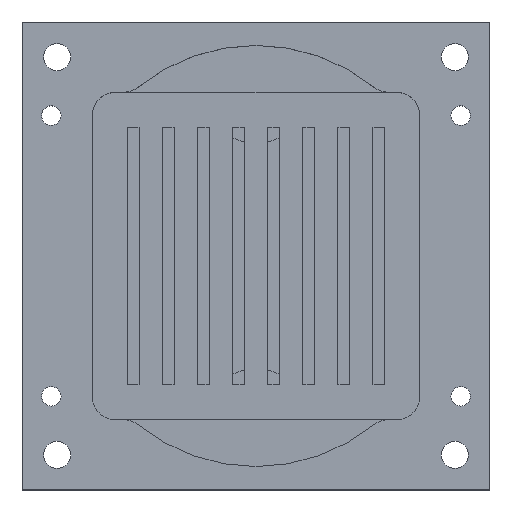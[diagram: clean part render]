
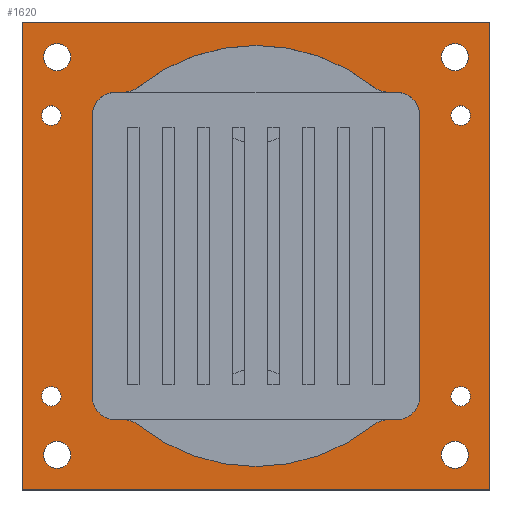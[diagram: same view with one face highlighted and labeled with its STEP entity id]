
A CAD part, top view. The second image highlights one B-rep face of the part: STEP entity #1620.
In plain terms, the highlighted planar face has unit normal (0, 0, 1).
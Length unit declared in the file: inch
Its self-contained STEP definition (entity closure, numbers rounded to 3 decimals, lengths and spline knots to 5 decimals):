
#31=FACE_BOUND('',#305,.T.);
#32=FACE_BOUND('',#306,.T.);
#33=FACE_BOUND('',#307,.T.);
#34=FACE_BOUND('',#308,.T.);
#35=FACE_BOUND('',#309,.T.);
#36=FACE_BOUND('',#310,.T.);
#37=FACE_BOUND('',#311,.T.);
#38=FACE_BOUND('',#312,.T.);
#39=FACE_BOUND('',#313,.T.);
#84=CIRCLE('',#1679,0.052);
#86=CIRCLE('',#1682,0.052);
#88=CIRCLE('',#1685,0.052);
#90=CIRCLE('',#1688,0.052);
#92=CIRCLE('',#1691,0.0725);
#94=CIRCLE('',#1694,0.0725);
#96=CIRCLE('',#1697,0.0725);
#98=CIRCLE('',#1700,0.0725);
#99=CIRCLE('',#1702,0.125);
#101=CIRCLE('',#1705,1.);
#103=CIRCLE('',#1708,0.125);
#105=CIRCLE('',#1712,0.125);
#107=CIRCLE('',#1715,1.);
#109=CIRCLE('',#1718,0.125);
#111=CIRCLE('',#1740,0.125);
#113=CIRCLE('',#1743,0.125);
#115=CIRCLE('',#1747,0.125);
#117=CIRCLE('',#1750,0.125);
#200=FACE_OUTER_BOUND('',#304,.T.);
#304=EDGE_LOOP('',(#1381,#1382,#1383,#1384));
#305=EDGE_LOOP('',(#1385));
#306=EDGE_LOOP('',(#1386));
#307=EDGE_LOOP('',(#1387));
#308=EDGE_LOOP('',(#1388));
#309=EDGE_LOOP('',(#1389));
#310=EDGE_LOOP('',(#1390));
#311=EDGE_LOOP('',(#1391));
#312=EDGE_LOOP('',(#1392));
#313=EDGE_LOOP('',(#1393,#1394,#1395,#1396,#1397,#1398,#1399,#1400,#1401,
#1402,#1403,#1404,#1405,#1406,#1407,#1408));
#435=LINE('',#2516,#603);
#439=LINE('',#2523,#607);
#440=LINE('',#2526,#608);
#444=LINE('',#2533,#612);
#471=LINE('',#2596,#639);
#475=LINE('',#2610,#643);
#477=LINE('',#2616,#645);
#478=LINE('',#2618,#646);
#479=LINE('',#2620,#647);
#480=LINE('',#2621,#648);
#603=VECTOR('',#2047,0.04289);
#607=VECTOR('',#2051,0.04289);
#608=VECTOR('',#2054,0.04289);
#612=VECTOR('',#2058,0.04289);
#639=VECTOR('',#2131,1.5);
#643=VECTOR('',#2149,1.5);
#645=VECTOR('',#2155,2.5);
#646=VECTOR('',#2156,2.5);
#647=VECTOR('',#2157,2.5);
#648=VECTOR('',#2158,2.5);
#746=VERTEX_POINT('',#2431);
#748=VERTEX_POINT('',#2436);
#750=VERTEX_POINT('',#2441);
#752=VERTEX_POINT('',#2446);
#754=VERTEX_POINT('',#2451);
#756=VERTEX_POINT('',#2456);
#758=VERTEX_POINT('',#2461);
#760=VERTEX_POINT('',#2466);
#761=VERTEX_POINT('',#2469);
#762=VERTEX_POINT('',#2470);
#765=VERTEX_POINT('',#2478);
#767=VERTEX_POINT('',#2484);
#769=VERTEX_POINT('',#2492);
#770=VERTEX_POINT('',#2493);
#773=VERTEX_POINT('',#2501);
#775=VERTEX_POINT('',#2507);
#777=VERTEX_POINT('',#2515);
#780=VERTEX_POINT('',#2521);
#781=VERTEX_POINT('',#2525);
#784=VERTEX_POINT('',#2531);
#793=VERTEX_POINT('',#2583);
#795=VERTEX_POINT('',#2589);
#797=VERTEX_POINT('',#2595);
#799=VERTEX_POINT('',#2604);
#801=VERTEX_POINT('',#2614);
#802=VERTEX_POINT('',#2615);
#803=VERTEX_POINT('',#2617);
#804=VERTEX_POINT('',#2619);
#922=EDGE_CURVE('',#746,#746,#84,.T.);
#924=EDGE_CURVE('',#748,#748,#86,.T.);
#926=EDGE_CURVE('',#750,#750,#88,.T.);
#928=EDGE_CURVE('',#752,#752,#90,.T.);
#930=EDGE_CURVE('',#754,#754,#92,.T.);
#932=EDGE_CURVE('',#756,#756,#94,.T.);
#934=EDGE_CURVE('',#758,#758,#96,.T.);
#936=EDGE_CURVE('',#760,#760,#98,.T.);
#937=EDGE_CURVE('',#761,#762,#99,.T.);
#941=EDGE_CURVE('',#765,#761,#101,.T.);
#944=EDGE_CURVE('',#767,#765,#103,.T.);
#948=EDGE_CURVE('',#769,#770,#105,.T.);
#952=EDGE_CURVE('',#773,#769,#107,.T.);
#955=EDGE_CURVE('',#775,#773,#109,.T.);
#959=EDGE_CURVE('',#777,#767,#435,.T.);
#963=EDGE_CURVE('',#762,#780,#439,.T.);
#964=EDGE_CURVE('',#781,#775,#440,.T.);
#968=EDGE_CURVE('',#770,#784,#444,.T.);
#993=EDGE_CURVE('',#784,#793,#111,.T.);
#996=EDGE_CURVE('',#795,#781,#113,.T.);
#999=EDGE_CURVE('',#797,#795,#471,.T.);
#1002=EDGE_CURVE('',#780,#797,#115,.T.);
#1004=EDGE_CURVE('',#799,#777,#117,.T.);
#1007=EDGE_CURVE('',#793,#799,#475,.T.);
#1009=EDGE_CURVE('',#801,#802,#477,.T.);
#1010=EDGE_CURVE('',#802,#803,#478,.T.);
#1011=EDGE_CURVE('',#803,#804,#479,.T.);
#1012=EDGE_CURVE('',#804,#801,#480,.T.);
#1381=ORIENTED_EDGE('',*,*,#1009,.T.);
#1382=ORIENTED_EDGE('',*,*,#1010,.T.);
#1383=ORIENTED_EDGE('',*,*,#1011,.T.);
#1384=ORIENTED_EDGE('',*,*,#1012,.T.);
#1385=ORIENTED_EDGE('',*,*,#922,.T.);
#1386=ORIENTED_EDGE('',*,*,#924,.T.);
#1387=ORIENTED_EDGE('',*,*,#926,.T.);
#1388=ORIENTED_EDGE('',*,*,#928,.T.);
#1389=ORIENTED_EDGE('',*,*,#930,.T.);
#1390=ORIENTED_EDGE('',*,*,#932,.T.);
#1391=ORIENTED_EDGE('',*,*,#934,.T.);
#1392=ORIENTED_EDGE('',*,*,#936,.T.);
#1393=ORIENTED_EDGE('',*,*,#937,.T.);
#1394=ORIENTED_EDGE('',*,*,#963,.T.);
#1395=ORIENTED_EDGE('',*,*,#1002,.T.);
#1396=ORIENTED_EDGE('',*,*,#999,.T.);
#1397=ORIENTED_EDGE('',*,*,#996,.T.);
#1398=ORIENTED_EDGE('',*,*,#964,.T.);
#1399=ORIENTED_EDGE('',*,*,#955,.T.);
#1400=ORIENTED_EDGE('',*,*,#952,.T.);
#1401=ORIENTED_EDGE('',*,*,#948,.T.);
#1402=ORIENTED_EDGE('',*,*,#968,.T.);
#1403=ORIENTED_EDGE('',*,*,#993,.T.);
#1404=ORIENTED_EDGE('',*,*,#1007,.T.);
#1405=ORIENTED_EDGE('',*,*,#1004,.T.);
#1406=ORIENTED_EDGE('',*,*,#959,.T.);
#1407=ORIENTED_EDGE('',*,*,#944,.T.);
#1408=ORIENTED_EDGE('',*,*,#941,.T.);
#1536=PLANE('',#1754);
#1620=ADVANCED_FACE('',(#200,#31,#32,#33,#34,#35,#36,#37,#38,#39),#1536,
 .T.);
#1679=AXIS2_PLACEMENT_3D('',#2432,#1951,#1952);
#1682=AXIS2_PLACEMENT_3D('',#2437,#1957,#1958);
#1685=AXIS2_PLACEMENT_3D('',#2442,#1963,#1964);
#1688=AXIS2_PLACEMENT_3D('',#2447,#1969,#1970);
#1691=AXIS2_PLACEMENT_3D('',#2452,#1975,#1976);
#1694=AXIS2_PLACEMENT_3D('',#2457,#1981,#1982);
#1697=AXIS2_PLACEMENT_3D('',#2462,#1987,#1988);
#1700=AXIS2_PLACEMENT_3D('',#2467,#1993,#1994);
#1702=AXIS2_PLACEMENT_3D('',#2471,#1997,#1998);
#1705=AXIS2_PLACEMENT_3D('',#2479,#2005,#2006);
#1708=AXIS2_PLACEMENT_3D('',#2485,#2012,#2013);
#1712=AXIS2_PLACEMENT_3D('',#2494,#2022,#2023);
#1715=AXIS2_PLACEMENT_3D('',#2502,#2030,#2031);
#1718=AXIS2_PLACEMENT_3D('',#2508,#2037,#2038);
#1740=AXIS2_PLACEMENT_3D('',#2584,#2117,#2118);
#1743=AXIS2_PLACEMENT_3D('',#2590,#2124,#2125);
#1747=AXIS2_PLACEMENT_3D('',#2601,#2136,#2137);
#1750=AXIS2_PLACEMENT_3D('',#2605,#2142,#2143);
#1754=AXIS2_PLACEMENT_3D('',#2613,#2153,#2154);
#1951=DIRECTION('center_axis',(0.,0.,-1.));
#1952=DIRECTION('ref_axis',(1.,0.,0.));
#1957=DIRECTION('center_axis',(0.,0.,-1.));
#1958=DIRECTION('ref_axis',(1.,0.,0.));
#1963=DIRECTION('center_axis',(0.,0.,-1.));
#1964=DIRECTION('ref_axis',(1.,0.,0.));
#1969=DIRECTION('center_axis',(0.,0.,-1.));
#1970=DIRECTION('ref_axis',(1.,0.,0.));
#1975=DIRECTION('center_axis',(0.,0.,-1.));
#1976=DIRECTION('ref_axis',(1.,0.,0.));
#1981=DIRECTION('center_axis',(0.,0.,-1.));
#1982=DIRECTION('ref_axis',(1.,0.,0.));
#1987=DIRECTION('center_axis',(0.,0.,-1.));
#1988=DIRECTION('ref_axis',(1.,0.,0.));
#1993=DIRECTION('center_axis',(0.,0.,-1.));
#1994=DIRECTION('ref_axis',(1.,0.,0.));
#1997=DIRECTION('center_axis',(0.,0.,1.));
#1998=DIRECTION('ref_axis',(0.629,0.778,0.));
#2005=DIRECTION('center_axis',(0.,0.,-1.));
#2006=DIRECTION('ref_axis',(0.629,0.778,0.));
#2012=DIRECTION('center_axis',(0.,0.,1.));
#2013=DIRECTION('ref_axis',(0.,1.,0.));
#2022=DIRECTION('center_axis',(0.,0.,1.));
#2023=DIRECTION('ref_axis',(-0.629,-0.778,0.));
#2030=DIRECTION('center_axis',(0.,0.,-1.));
#2031=DIRECTION('ref_axis',(-0.629,-0.778,0.));
#2037=DIRECTION('center_axis',(0.,0.,1.));
#2038=DIRECTION('ref_axis',(0.,-1.,0.));
#2047=DIRECTION('',(1.,0.,0.));
#2051=DIRECTION('',(1.,0.,0.));
#2054=DIRECTION('',(-1.,0.,0.));
#2058=DIRECTION('',(-1.,0.,0.));
#2117=DIRECTION('center_axis',(0.,0.,-1.));
#2118=DIRECTION('ref_axis',(-1.,0.,0.));
#2124=DIRECTION('center_axis',(0.,0.,-1.));
#2125=DIRECTION('ref_axis',(0.,-1.,0.));
#2131=DIRECTION('',(0.,-1.,0.));
#2136=DIRECTION('center_axis',(0.,0.,-1.));
#2137=DIRECTION('ref_axis',(1.,0.,0.));
#2142=DIRECTION('center_axis',(0.,0.,-1.));
#2143=DIRECTION('ref_axis',(0.,1.,0.));
#2149=DIRECTION('',(0.,1.,0.));
#2153=DIRECTION('center_axis',(0.,0.,1.));
#2154=DIRECTION('ref_axis',(1.,0.,0.));
#2155=DIRECTION('',(1.,0.,0.));
#2156=DIRECTION('',(0.,1.,0.));
#2157=DIRECTION('',(-1.,0.,0.));
#2158=DIRECTION('',(0.,-1.,0.));
#2431=CARTESIAN_POINT('',(2.39575,2.,0.25));
#2432=CARTESIAN_POINT('Origin',(2.34375,2.,0.25));
#2436=CARTESIAN_POINT('',(0.20825,2.,0.25));
#2437=CARTESIAN_POINT('Origin',(0.15625,2.,0.25));
#2441=CARTESIAN_POINT('',(0.20825,0.5,0.25));
#2442=CARTESIAN_POINT('Origin',(0.15625,0.5,0.25));
#2446=CARTESIAN_POINT('',(2.39575,0.5,0.25));
#2447=CARTESIAN_POINT('Origin',(2.34375,0.5,0.25));
#2451=CARTESIAN_POINT('',(2.385,2.3125,0.25));
#2452=CARTESIAN_POINT('Origin',(2.3125,2.3125,0.25));
#2456=CARTESIAN_POINT('',(0.26,0.1875,0.25));
#2457=CARTESIAN_POINT('Origin',(0.1875,0.1875,0.25));
#2461=CARTESIAN_POINT('',(0.26,2.3125,0.25));
#2462=CARTESIAN_POINT('Origin',(0.1875,2.3125,0.25));
#2466=CARTESIAN_POINT('',(2.385,0.1875,0.25));
#2467=CARTESIAN_POINT('Origin',(2.3125,0.1875,0.25));
#2469=CARTESIAN_POINT('',(1.87854,2.15278,0.25));
#2470=CARTESIAN_POINT('',(1.95711,2.125,0.25));
#2471=CARTESIAN_POINT('Origin',(1.95711,2.25,0.25));
#2478=CARTESIAN_POINT('',(0.62146,2.15278,0.25));
#2479=CARTESIAN_POINT('Origin',(1.25,1.375,0.25));
#2484=CARTESIAN_POINT('',(0.54289,2.125,0.25));
#2485=CARTESIAN_POINT('Origin',(0.54289,2.25,0.25));
#2492=CARTESIAN_POINT('',(0.62146,0.34722,0.25));
#2493=CARTESIAN_POINT('',(0.54289,0.375,0.25));
#2494=CARTESIAN_POINT('Origin',(0.54289,0.25,0.25));
#2501=CARTESIAN_POINT('',(1.87854,0.34722,0.25));
#2502=CARTESIAN_POINT('Origin',(1.25,1.125,0.25));
#2507=CARTESIAN_POINT('',(1.95711,0.375,0.25));
#2508=CARTESIAN_POINT('Origin',(1.95711,0.25,0.25));
#2515=CARTESIAN_POINT('',(0.5,2.125,0.25));
#2516=CARTESIAN_POINT('',(0.875,2.125,0.25));
#2521=CARTESIAN_POINT('',(2.,2.125,0.25));
#2523=CARTESIAN_POINT('',(0.875,2.125,0.25));
#2525=CARTESIAN_POINT('',(2.,0.375,0.25));
#2526=CARTESIAN_POINT('',(1.625,0.375,0.25));
#2531=CARTESIAN_POINT('',(0.5,0.375,0.25));
#2533=CARTESIAN_POINT('',(1.625,0.375,0.25));
#2583=CARTESIAN_POINT('',(0.375,0.5,0.25));
#2584=CARTESIAN_POINT('Origin',(0.5,0.5,0.25));
#2589=CARTESIAN_POINT('',(2.125,0.5,0.25));
#2590=CARTESIAN_POINT('Origin',(2.,0.5,0.25));
#2595=CARTESIAN_POINT('',(2.125,2.,0.25));
#2596=CARTESIAN_POINT('',(2.125,1.625,0.25));
#2601=CARTESIAN_POINT('Origin',(2.,2.,0.25));
#2604=CARTESIAN_POINT('',(0.375,2.,0.25));
#2605=CARTESIAN_POINT('Origin',(0.5,2.,0.25));
#2610=CARTESIAN_POINT('',(0.375,0.875,0.25));
#2613=CARTESIAN_POINT('Origin',(1.25,1.25,0.25));
#2614=CARTESIAN_POINT('',(0.,0.,0.25));
#2615=CARTESIAN_POINT('',(2.5,0.,0.25));
#2616=CARTESIAN_POINT('',(0.,0.,0.25));
#2617=CARTESIAN_POINT('',(2.5,2.5,0.25));
#2618=CARTESIAN_POINT('',(2.5,0.,0.25));
#2619=CARTESIAN_POINT('',(0.,2.5,0.25));
#2620=CARTESIAN_POINT('',(2.5,2.5,0.25));
#2621=CARTESIAN_POINT('',(0.,2.5,0.25));
